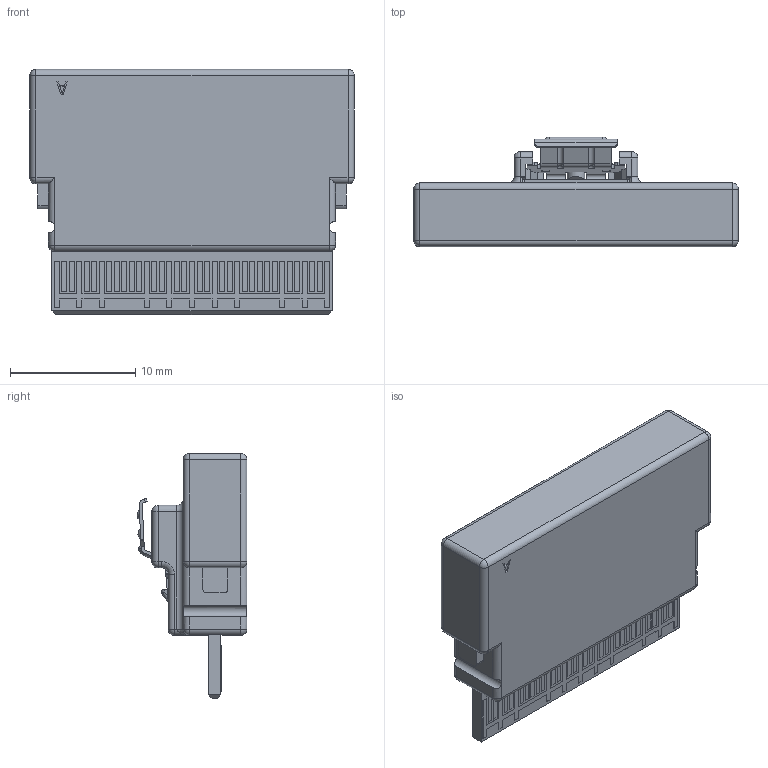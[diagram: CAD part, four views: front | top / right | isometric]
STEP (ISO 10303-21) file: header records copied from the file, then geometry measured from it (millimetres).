
FILE_DESCRIPTION((''),'2;1');
FILE_NAME('8I_ST_ASM','2021-02-19T',('t01543'),(''),'PRO/ENGINEER BY PARAMETRIC TECHNOLOGY CORPORATION, 2010160','PRO/ENGINEER BY PARAMETRIC TECHNOLOGY CORPORATION, 2010160','');
FILE_SCHEMA(('CONFIG_CONTROL_DESIGN'));
Length unit declared in the file: millimetre
Products named in the file (2): S-71800-4SSXX31032140H; 8I_ST_ASM
Assembly tree (1 placements, depth 2):
  8I_ST_ASM
    S-71800-4SSXX31032140H
Bounding box: 25.95 x 8.78 x 19.6 mm (x, y, z)
Volume: 2029.6 mm3; surface area: 1644.8 mm2
Topology: 1 solids, 1 shells, 817 faces, 2177 edges, 1383 vertices
Faces by surface type: plane 613, cylinder 137, sphere 42, bspline 11, torus 8, extrusion 4, cone 2
Entity records: 26289 total; most frequent: CARTESIAN_POINT 6016, ORIENTED_EDGE 4280, DIRECTION 3986, EDGE_CURVE 2140, VECTOR 1790, LINE 1786, VERTEX_POINT 1383, AXIS2_PLACEMENT_3D 1098
